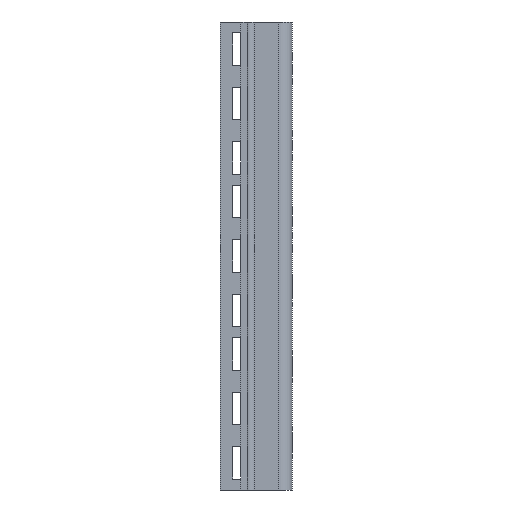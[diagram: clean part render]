
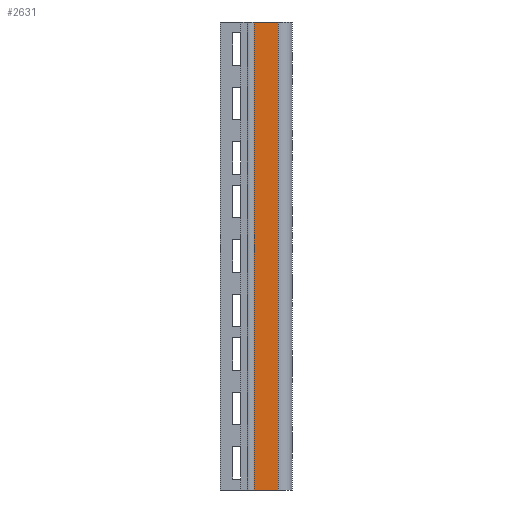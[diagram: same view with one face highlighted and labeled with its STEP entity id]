
A CAD part, left-side view. The second image highlights one B-rep face of the part: STEP entity #2631.
In plain terms, the highlighted planar face has unit normal (-1, 0, 0).
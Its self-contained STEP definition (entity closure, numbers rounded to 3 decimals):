
#10 = PLANE ( 'NONE',  #3347 ) ;
#21 = CARTESIAN_POINT ( 'NONE',  ( 17., -2., 68.25 ) ) ;
#31 = VERTEX_POINT ( 'NONE', #2581 ) ;
#37 = ORIENTED_EDGE ( 'NONE', *, *, #3740, .T. ) ;
#197 = VECTOR ( 'NONE', #2004, 1000. ) ;
#200 = DIRECTION ( 'NONE',  ( 0., 0., -1. ) ) ;
#383 = VERTEX_POINT ( 'NONE', #3963 ) ;
#468 = VECTOR ( 'NONE', #1099, 1000. ) ;
#561 = VECTOR ( 'NONE', #1603, 1000. ) ;
#620 = LINE ( 'NONE', #2635, #468 ) ;
#808 = FACE_OUTER_BOUND ( 'NONE', #3845, .T. ) ;
#940 = VERTEX_POINT ( 'NONE', #2835 ) ;
#973 = ORIENTED_EDGE ( 'NONE', *, *, #2964, .T. ) ;
#990 = CARTESIAN_POINT ( 'NONE',  ( 17., -2., 68.25 ) ) ;
#1016 = LINE ( 'NONE', #990, #561 ) ;
#1099 = DIRECTION ( 'NONE',  ( 0., -1., 0. ) ) ;
#1358 = ORIENTED_EDGE ( 'NONE', *, *, #1688, .F. ) ;
#1603 = DIRECTION ( 'NONE',  ( 0., -1., 0. ) ) ;
#1659 = CARTESIAN_POINT ( 'NONE',  ( 17., -9., 68.25 ) ) ;
#1688 = EDGE_CURVE ( 'NONE', #2332, #383, #3680, .T. ) ;
#2004 = DIRECTION ( 'NONE',  ( 0., 0., -1. ) ) ;
#2148 = CARTESIAN_POINT ( 'NONE',  ( 17., -2., 68.25 ) ) ;
#2332 = VERTEX_POINT ( 'NONE', #2410 ) ;
#2410 = CARTESIAN_POINT ( 'NONE',  ( 17., -9., 68.25 ) ) ;
#2581 = CARTESIAN_POINT ( 'NONE',  ( 17., -2., 68.25 ) ) ;
#2631 = ADVANCED_FACE ( 'NONE', ( #808 ), #10, .F. ) ;
#2635 = CARTESIAN_POINT ( 'NONE',  ( 17., -2., -68.25 ) ) ;
#2637 = EDGE_CURVE ( 'NONE', #31, #2332, #1016, .T. ) ;
#2835 = CARTESIAN_POINT ( 'NONE',  ( 17., -2., -68.25 ) ) ;
#2866 = DIRECTION ( 'NONE',  ( 0., 0., -1. ) ) ;
#2894 = ORIENTED_EDGE ( 'NONE', *, *, #2637, .F. ) ;
#2964 = EDGE_CURVE ( 'NONE', #31, #940, #4101, .T. ) ;
#3347 = AXIS2_PLACEMENT_3D ( 'NONE', #21, #3849, #2866 ) ;
#3552 = VECTOR ( 'NONE', #200, 1000. ) ;
#3680 = LINE ( 'NONE', #1659, #197 ) ;
#3740 = EDGE_CURVE ( 'NONE', #940, #383, #620, .T. ) ;
#3845 = EDGE_LOOP ( 'NONE', ( #37, #1358, #2894, #973 ) ) ;
#3849 = DIRECTION ( 'NONE',  ( 1., 0., 0. ) ) ;
#3963 = CARTESIAN_POINT ( 'NONE',  ( 17., -9., -68.25 ) ) ;
#4101 = LINE ( 'NONE', #2148, #3552 ) ;
